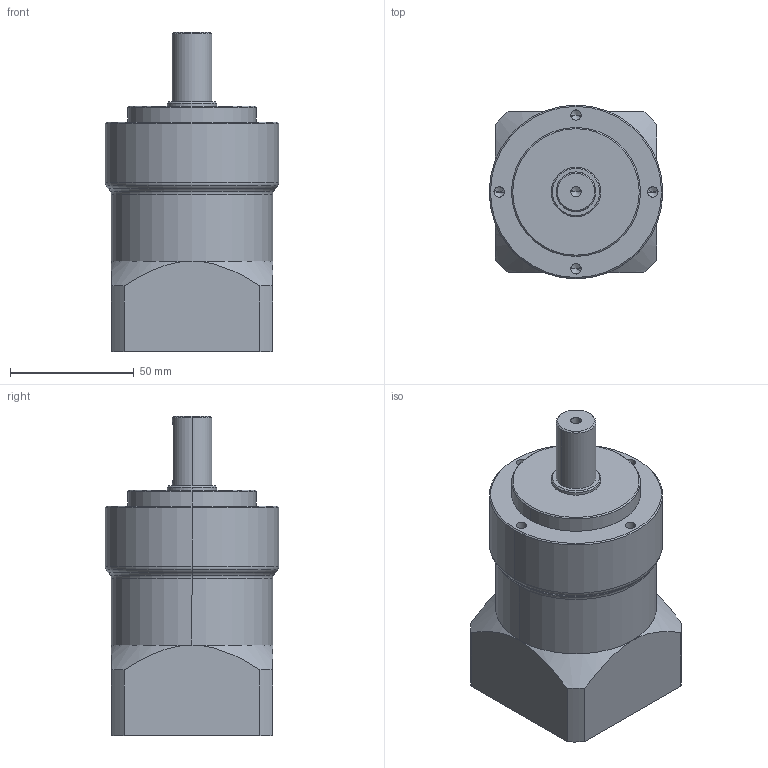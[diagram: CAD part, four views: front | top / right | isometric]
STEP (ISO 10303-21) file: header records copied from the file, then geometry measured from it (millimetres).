
FILE_DESCRIPTION((''),'2;1');
FILE_NAME('VRL70-S2-L1','2022-06-14T13:53:25',('Administrator'),(''),'CREO PARAMETRIC BY PTC INC, 2019010','CREO PARAMETRIC BY PTC INC, 2019010','');
FILE_SCHEMA(('CONFIG_CONTROL_DESIGN'));
Length unit declared in the file: millimetre
Products named in the file (1): VRL70-S2-L1
Bounding box: 70 x 70 x 128.7 mm (x, y, z)
Volume: 331595.4 mm3; surface area: 42361.6 mm2
Topology: 1 solids, 1 shells, 189 faces, 460 edges, 287 vertices
Faces by surface type: cylinder 68, plane 63, cone 34, torus 24
Entity records: 5849 total; most frequent: CARTESIAN_POINT 1319, DIRECTION 1002, ORIENTED_EDGE 884, EDGE_CURVE 442, AXIS2_PLACEMENT_3D 403, VERTEX_POINT 287, EDGE_LOOP 225, CIRCLE 214
